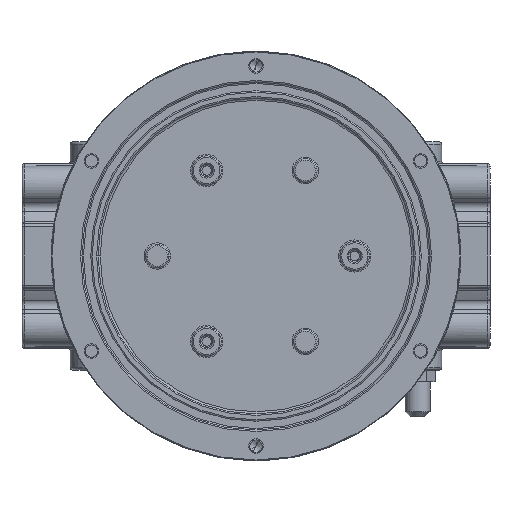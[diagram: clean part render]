
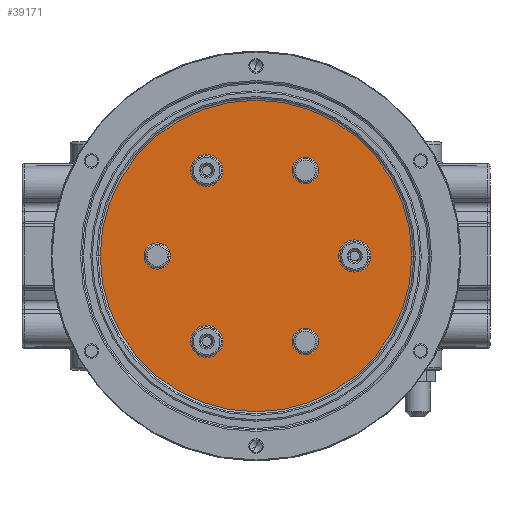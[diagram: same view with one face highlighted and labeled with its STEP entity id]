
A CAD part, front view. The second image highlights one B-rep face of the part: STEP entity #39171.
In plain terms, the highlighted planar face has unit normal (0, -1, 0).
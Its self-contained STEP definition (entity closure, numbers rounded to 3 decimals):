
#11696=CARTESIAN_POINT('',(0.,-28.,0.));
#11697=DIRECTION('',(0.,1.,0.));
#11698=DIRECTION('',(-1.,0.,0.));
#11699=AXIS2_PLACEMENT_3D('',#11696,#11697,#11698);
#11701=CARTESIAN_POINT('',(0.,-28.,0.));
#11702=DIRECTION('',(0.,1.,0.));
#11703=DIRECTION('',(1.,0.,0.));
#11704=AXIS2_PLACEMENT_3D('',#11701,#11702,#11703);
#11706=CARTESIAN_POINT('',(33.75,-28.,0.));
#11707=DIRECTION('',(0.,-1.,0.));
#11708=DIRECTION('',(1.,0.,0.));
#11709=AXIS2_PLACEMENT_3D('',#11706,#11707,#11708);
#11711=CARTESIAN_POINT('',(33.75,-28.,0.));
#11712=DIRECTION('',(0.,-1.,0.));
#11713=DIRECTION('',(-1.,0.,0.));
#11714=AXIS2_PLACEMENT_3D('',#11711,#11712,#11713);
#11716=CARTESIAN_POINT('',(16.875,-28.,29.228));
#11717=DIRECTION('',(0.,-1.,0.));
#11718=DIRECTION('',(-0.5,0.,-0.866));
#11719=AXIS2_PLACEMENT_3D('',#11716,#11717,#11718);
#11721=CARTESIAN_POINT('',(16.875,-28.,29.228));
#11722=DIRECTION('',(0.,-1.,0.));
#11723=DIRECTION('',(0.5,0.,0.866));
#11724=AXIS2_PLACEMENT_3D('',#11721,#11722,#11723);
#11726=CARTESIAN_POINT('',(-16.875,-28.,29.228));
#11727=DIRECTION('',(0.,-1.,0.));
#11728=DIRECTION('',(0.5,0.,-0.866));
#11729=AXIS2_PLACEMENT_3D('',#11726,#11727,#11728);
#11731=CARTESIAN_POINT('',(-16.875,-28.,29.228));
#11732=DIRECTION('',(0.,-1.,0.));
#11733=DIRECTION('',(-0.5,0.,0.866));
#11734=AXIS2_PLACEMENT_3D('',#11731,#11732,#11733);
#11736=CARTESIAN_POINT('',(-33.75,-28.,0.));
#11737=DIRECTION('',(0.,-1.,0.));
#11738=DIRECTION('',(1.,0.,0.));
#11739=AXIS2_PLACEMENT_3D('',#11736,#11737,#11738);
#11741=CARTESIAN_POINT('',(-33.75,-28.,0.));
#11742=DIRECTION('',(0.,-1.,0.));
#11743=DIRECTION('',(-1.,0.,0.));
#11744=AXIS2_PLACEMENT_3D('',#11741,#11742,#11743);
#11746=CARTESIAN_POINT('',(-16.875,-28.,-29.228));
#11747=DIRECTION('',(0.,-1.,0.));
#11748=DIRECTION('',(-0.5,0.,-0.866));
#11749=AXIS2_PLACEMENT_3D('',#11746,#11747,#11748);
#11751=CARTESIAN_POINT('',(-16.875,-28.,-29.228));
#11752=DIRECTION('',(0.,-1.,0.));
#11753=DIRECTION('',(0.5,0.,0.866));
#11754=AXIS2_PLACEMENT_3D('',#11751,#11752,#11753);
#11756=CARTESIAN_POINT('',(16.875,-28.,-29.228));
#11757=DIRECTION('',(0.,-1.,0.));
#11758=DIRECTION('',(0.5,0.,-0.866));
#11759=AXIS2_PLACEMENT_3D('',#11756,#11757,#11758);
#11761=CARTESIAN_POINT('',(16.875,-28.,-29.228));
#11762=DIRECTION('',(0.,-1.,0.));
#11763=DIRECTION('',(-0.5,0.,0.866));
#11764=AXIS2_PLACEMENT_3D('',#11761,#11762,#11763);
#14053=CARTESIAN_POINT('',(-53.25,-28.,0.));
#14054=CARTESIAN_POINT('',(53.25,-28.,0.));
#14055=VERTEX_POINT('',#14053);
#14056=VERTEX_POINT('',#14054);
#14061=CARTESIAN_POINT('',(39.25,-28.,0.));
#14062=CARTESIAN_POINT('',(28.25,-28.,0.));
#14063=VERTEX_POINT('',#14061);
#14064=VERTEX_POINT('',#14062);
#14069=CARTESIAN_POINT('',(14.625,-28.,25.331));
#14070=CARTESIAN_POINT('',(19.125,-28.,33.125));
#14071=VERTEX_POINT('',#14069);
#14072=VERTEX_POINT('',#14070);
#14077=CARTESIAN_POINT('',(-14.125,-28.,24.465));
#14078=CARTESIAN_POINT('',(-19.625,-28.,33.991));
#14079=VERTEX_POINT('',#14077);
#14080=VERTEX_POINT('',#14078);
#14085=CARTESIAN_POINT('',(-29.25,-28.,0.));
#14086=CARTESIAN_POINT('',(-38.25,-28.,0.));
#14087=VERTEX_POINT('',#14085);
#14088=VERTEX_POINT('',#14086);
#14093=CARTESIAN_POINT('',(-19.625,-28.,-33.991));
#14094=CARTESIAN_POINT('',(-14.125,-28.,-24.465));
#14095=VERTEX_POINT('',#14093);
#14096=VERTEX_POINT('',#14094);
#14101=CARTESIAN_POINT('',(19.125,-28.,-33.125));
#14102=CARTESIAN_POINT('',(14.625,-28.,-25.331));
#14103=VERTEX_POINT('',#14101);
#14104=VERTEX_POINT('',#14102);
#39125=CARTESIAN_POINT('',(0.,-28.,0.));
#39126=DIRECTION('',(0.,-1.,0.));
#39127=DIRECTION('',(-1.,0.,0.));
#39128=AXIS2_PLACEMENT_3D('',#39125,#39126,#39127);
#39129=PLANE('',#39128);
#39130=ORIENTED_EDGE('',*,*,#39115,.T.);
#39132=ORIENTED_EDGE('',*,*,#39131,.T.);
#39133=EDGE_LOOP('',(#39130,#39132));
#39134=FACE_OUTER_BOUND('',#39133,.F.);
#39136=ORIENTED_EDGE('',*,*,#39135,.T.);
#39138=ORIENTED_EDGE('',*,*,#39137,.T.);
#39139=EDGE_LOOP('',(#39136,#39138));
#39140=FACE_BOUND('',#39139,.F.);
#39142=ORIENTED_EDGE('',*,*,#39141,.T.);
#39144=ORIENTED_EDGE('',*,*,#39143,.T.);
#39145=EDGE_LOOP('',(#39142,#39144));
#39146=FACE_BOUND('',#39145,.F.);
#39148=ORIENTED_EDGE('',*,*,#39147,.T.);
#39150=ORIENTED_EDGE('',*,*,#39149,.T.);
#39151=EDGE_LOOP('',(#39148,#39150));
#39152=FACE_BOUND('',#39151,.F.);
#39154=ORIENTED_EDGE('',*,*,#39153,.T.);
#39156=ORIENTED_EDGE('',*,*,#39155,.T.);
#39157=EDGE_LOOP('',(#39154,#39156));
#39158=FACE_BOUND('',#39157,.F.);
#39160=ORIENTED_EDGE('',*,*,#39159,.T.);
#39162=ORIENTED_EDGE('',*,*,#39161,.T.);
#39163=EDGE_LOOP('',(#39160,#39162));
#39164=FACE_BOUND('',#39163,.F.);
#39166=ORIENTED_EDGE('',*,*,#39165,.T.);
#39168=ORIENTED_EDGE('',*,*,#39167,.T.);
#39169=EDGE_LOOP('',(#39166,#39168));
#39170=FACE_BOUND('',#39169,.F.);
#39171=ADVANCED_FACE('',(#39134,#39140,#39146,#39152,#39158,#39164,#39170),
#39129,.T.);
#11700=CIRCLE('',#11699,53.25);
#11705=CIRCLE('',#11704,53.25);
#11710=CIRCLE('',#11709,5.5);
#11715=CIRCLE('',#11714,5.5);
#11720=CIRCLE('',#11719,4.5);
#11725=CIRCLE('',#11724,4.5);
#11730=CIRCLE('',#11729,5.5);
#11735=CIRCLE('',#11734,5.5);
#11740=CIRCLE('',#11739,4.5);
#11745=CIRCLE('',#11744,4.5);
#11750=CIRCLE('',#11749,5.5);
#11755=CIRCLE('',#11754,5.5);
#11760=CIRCLE('',#11759,4.5);
#11765=CIRCLE('',#11764,4.5);
#39115=EDGE_CURVE('',#14055,#14056,#11700,.T.);
#39131=EDGE_CURVE('',#14056,#14055,#11705,.T.);
#39135=EDGE_CURVE('',#14063,#14064,#11710,.T.);
#39137=EDGE_CURVE('',#14064,#14063,#11715,.T.);
#39141=EDGE_CURVE('',#14071,#14072,#11720,.T.);
#39143=EDGE_CURVE('',#14072,#14071,#11725,.T.);
#39147=EDGE_CURVE('',#14079,#14080,#11730,.T.);
#39149=EDGE_CURVE('',#14080,#14079,#11735,.T.);
#39153=EDGE_CURVE('',#14087,#14088,#11740,.T.);
#39155=EDGE_CURVE('',#14088,#14087,#11745,.T.);
#39159=EDGE_CURVE('',#14095,#14096,#11750,.T.);
#39161=EDGE_CURVE('',#14096,#14095,#11755,.T.);
#39165=EDGE_CURVE('',#14103,#14104,#11760,.T.);
#39167=EDGE_CURVE('',#14104,#14103,#11765,.T.);
